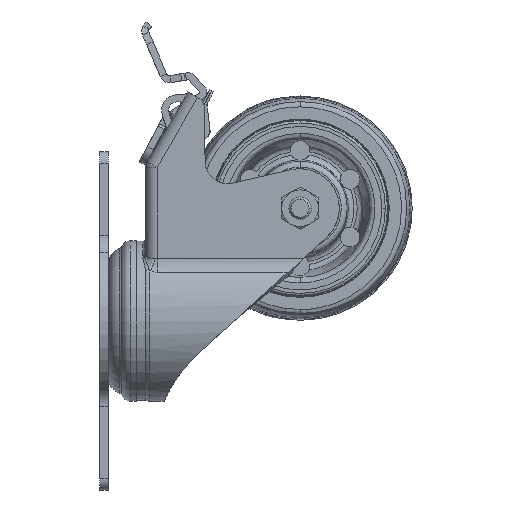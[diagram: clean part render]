
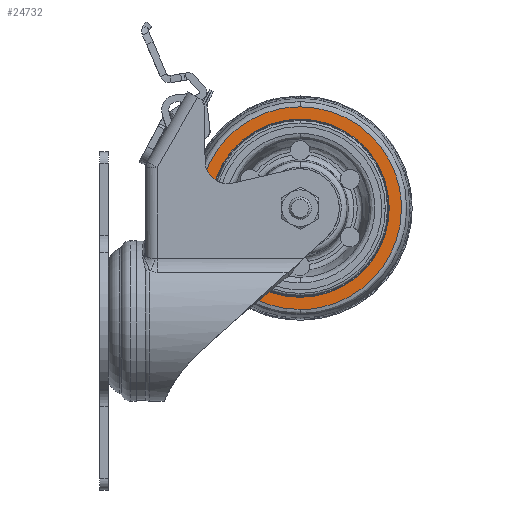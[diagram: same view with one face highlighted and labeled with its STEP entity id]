
A CAD part, left-side view. The second image highlights one B-rep face of the part: STEP entity #24732.
In plain terms, the highlighted planar face has unit normal (-1, 0, 0).
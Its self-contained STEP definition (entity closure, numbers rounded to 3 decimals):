
#1885 = FACE_BOUND ( 'NONE', #71746, .T. ) ;
#2395 = CARTESIAN_POINT ( 'NONE',  ( -12.5, 0., -31.6 ) ) ;
#2916 = EDGE_CURVE ( 'NONE', #11900, #54734, #71723, .T. ) ;
#3901 = AXIS2_PLACEMENT_3D ( 'NONE', #72260, #22360, #80652 ) ;
#11261 = CARTESIAN_POINT ( 'NONE',  ( -12.5, 0., 31.6 ) ) ;
#11624 = CARTESIAN_POINT ( 'NONE',  ( -12.5, 35.957, 0. ) ) ;
#11841 = CARTESIAN_POINT ( 'NONE',  ( -12.5, -35.957, 0. ) ) ;
#11900 = VERTEX_POINT ( 'NONE', #41407 ) ;
#12173 = ORIENTED_EDGE ( 'NONE', *, *, #105091, .F. ) ;
#14606 = CARTESIAN_POINT ( 'NONE',  ( -12.5, 21.063, -35.957 ) ) ;
#16388 = VERTEX_POINT ( 'NONE', #11261 ) ;
#16711 = ORIENTED_EDGE ( 'NONE', *, *, #2916, .F. ) ;
#17055 = EDGE_LOOP ( 'NONE', ( #39243, #16711, #12173, #28992 ) ) ;
#19458 = CARTESIAN_POINT ( 'NONE',  ( -12.5, 0., 35.957 ) ) ;
#22110 = DIRECTION ( 'NONE',  ( -1., 0., 0. ) ) ;
#22360 = DIRECTION ( 'NONE',  ( -1., 0., 0. ) ) ;
#24201 =( BOUNDED_CURVE ( )  B_SPLINE_CURVE ( 3, ( #81268, #14606, #61533, #11624 ),
 .UNSPECIFIED., .F., .T. ) 
 B_SPLINE_CURVE_WITH_KNOTS ( ( 4, 4 ),
 ( 0., 1. ),
 .UNSPECIFIED. ) 
 CURVE ( )  GEOMETRIC_REPRESENTATION_ITEM ( )  RATIONAL_B_SPLINE_CURVE ( ( 1., 0.805, 0.805, 1. ) ) 
 REPRESENTATION_ITEM ( '' )  );
#24732 = ADVANCED_FACE ( 'NONE', ( #1885, #46215 ), #97852, .F. ) ;
#28334 =( BOUNDED_CURVE ( )  B_SPLINE_CURVE ( 3, ( #103231, #85803, #61751, #11841 ),
 .UNSPECIFIED., .F., .F. ) 
 B_SPLINE_CURVE_WITH_KNOTS ( ( 4, 4 ),
 ( 0., 1. ),
 .UNSPECIFIED. ) 
 CURVE ( )  GEOMETRIC_REPRESENTATION_ITEM ( )  RATIONAL_B_SPLINE_CURVE ( ( 1., 0.805, 0.805, 1. ) ) 
 REPRESENTATION_ITEM ( '' )  );
#28992 = ORIENTED_EDGE ( 'NONE', *, *, #69341, .F. ) ;
#31549 = DIRECTION ( 'NONE',  ( 1., 0., 0. ) ) ;
#37164 = ORIENTED_EDGE ( 'NONE', *, *, #62323, .F. ) ;
#37197 = VERTEX_POINT ( 'NONE', #2395 ) ;
#39243 = ORIENTED_EDGE ( 'NONE', *, *, #92764, .F. ) ;
#41407 = CARTESIAN_POINT ( 'NONE',  ( -12.5, -35.957, 0. ) ) ;
#42161 = CARTESIAN_POINT ( 'NONE',  ( -12.5, 0., -35.957 ) ) ;
#42167 = CARTESIAN_POINT ( 'NONE',  ( -12.5, -35.957, 0. ) ) ;
#42518 = CARTESIAN_POINT ( 'NONE',  ( -12.5, -21.063, -35.957 ) ) ;
#44649 = VERTEX_POINT ( 'NONE', #83882 ) ;
#46215 = FACE_OUTER_BOUND ( 'NONE', #17055, .T. ) ;
#50104 = AXIS2_PLACEMENT_3D ( 'NONE', #81506, #31549, #89834 ) ;
#50901 = CARTESIAN_POINT ( 'NONE',  ( -12.5, 0., -35.957 ) ) ;
#54734 = VERTEX_POINT ( 'NONE', #42161 ) ;
#54917 =( BOUNDED_CURVE ( )  B_SPLINE_CURVE ( 3, ( #77380, #102490, #69387, #19458 ),
 .UNSPECIFIED., .F., .F. ) 
 B_SPLINE_CURVE_WITH_KNOTS ( ( 4, 4 ),
 ( 0., 1. ),
 .UNSPECIFIED. ) 
 CURVE ( )  GEOMETRIC_REPRESENTATION_ITEM ( )  RATIONAL_B_SPLINE_CURVE ( ( 1., 0.805, 0.805, 1. ) ) 
 REPRESENTATION_ITEM ( '' )  );
#61533 = CARTESIAN_POINT ( 'NONE',  ( -12.5, 35.957, -21.063 ) ) ;
#61751 = CARTESIAN_POINT ( 'NONE',  ( -12.5, -35.957, 21.063 ) ) ;
#62323 = EDGE_CURVE ( 'NONE', #37197, #16388, #106769, .T. ) ;
#65915 = AXIS2_PLACEMENT_3D ( 'NONE', #72022, #22110, #80406 ) ;
#69341 = EDGE_CURVE ( 'NONE', #44649, #102146, #54917, .T. ) ;
#69387 = CARTESIAN_POINT ( 'NONE',  ( -12.5, 21.063, 35.957 ) ) ;
#71723 =( BOUNDED_CURVE ( )  B_SPLINE_CURVE ( 3, ( #42167, #100761, #42518, #50901 ),
 .UNSPECIFIED., .F., .T. ) 
 B_SPLINE_CURVE_WITH_KNOTS ( ( 4, 4 ),
 ( 0., 1. ),
 .UNSPECIFIED. ) 
 CURVE ( )  GEOMETRIC_REPRESENTATION_ITEM ( )  RATIONAL_B_SPLINE_CURVE ( ( 1., 0.805, 0.805, 1. ) ) 
 REPRESENTATION_ITEM ( '' )  );
#71746 = EDGE_LOOP ( 'NONE', ( #107323, #37164 ) ) ;
#72022 = CARTESIAN_POINT ( 'NONE',  ( -12.5, 0., 0. ) ) ;
#72260 = CARTESIAN_POINT ( 'NONE',  ( -12.5, 0., 0. ) ) ;
#73670 = CIRCLE ( 'NONE', #3901, 31.6 ) ;
#77380 = CARTESIAN_POINT ( 'NONE',  ( -12.5, 35.957, 0. ) ) ;
#80406 = DIRECTION ( 'NONE',  ( 0., 0., 1. ) ) ;
#80652 = DIRECTION ( 'NONE',  ( 0., 0., 1. ) ) ;
#81268 = CARTESIAN_POINT ( 'NONE',  ( -12.5, 0., -35.957 ) ) ;
#81506 = CARTESIAN_POINT ( 'NONE',  ( -12.5, 0., 0. ) ) ;
#83882 = CARTESIAN_POINT ( 'NONE',  ( -12.5, 35.957, 0. ) ) ;
#85803 = CARTESIAN_POINT ( 'NONE',  ( -12.5, -21.063, 35.957 ) ) ;
#88328 = CARTESIAN_POINT ( 'NONE',  ( -12.5, 0., 35.957 ) ) ;
#89834 = DIRECTION ( 'NONE',  ( 0., 0., -1. ) ) ;
#92764 = EDGE_CURVE ( 'NONE', #54734, #44649, #24201, .T. ) ;
#97852 = PLANE ( 'NONE',  #50104 ) ;
#100761 = CARTESIAN_POINT ( 'NONE',  ( -12.5, -35.957, -21.063 ) ) ;
#102146 = VERTEX_POINT ( 'NONE', #88328 ) ;
#102490 = CARTESIAN_POINT ( 'NONE',  ( -12.5, 35.957, 21.063 ) ) ;
#103231 = CARTESIAN_POINT ( 'NONE',  ( -12.5, 0., 35.957 ) ) ;
#103948 = EDGE_CURVE ( 'NONE', #16388, #37197, #73670, .T. ) ;
#105091 = EDGE_CURVE ( 'NONE', #102146, #11900, #28334, .T. ) ;
#106769 = CIRCLE ( 'NONE', #65915, 31.6 ) ;
#107323 = ORIENTED_EDGE ( 'NONE', *, *, #103948, .F. ) ;
